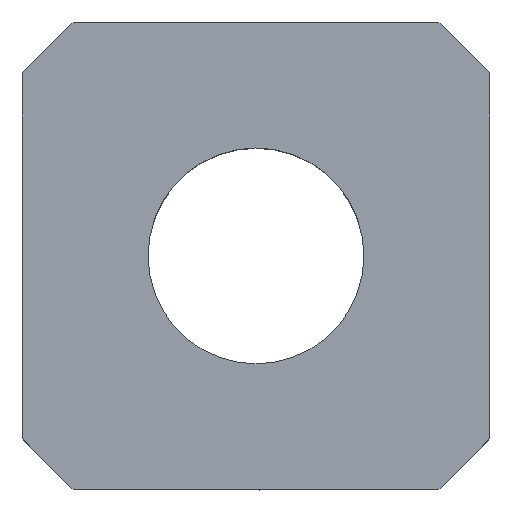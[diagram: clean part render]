
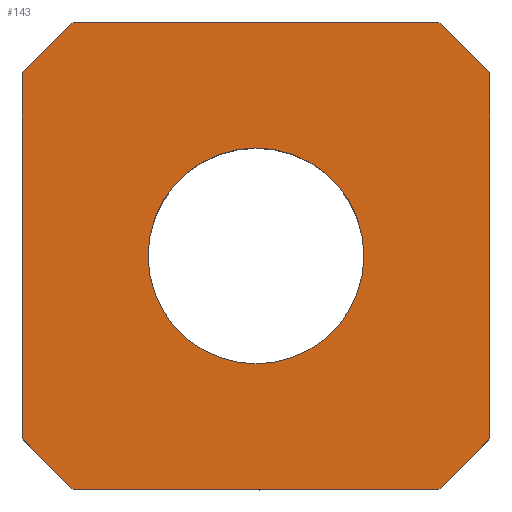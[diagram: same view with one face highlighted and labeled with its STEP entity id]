
A CAD part, top view. The second image highlights one B-rep face of the part: STEP entity #143.
In plain terms, the highlighted planar face has unit normal (0, 0, 1).
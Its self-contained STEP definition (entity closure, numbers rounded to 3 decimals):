
#4 = VERTEX_POINT ( 'NONE', #401 ) ;
#16 = LINE ( 'NONE', #287, #348 ) ;
#17 = CARTESIAN_POINT ( 'NONE',  ( 6.5, 5.086, 0. ) ) ;
#25 = VERTEX_POINT ( 'NONE', #448 ) ;
#27 = VECTOR ( 'NONE', #185, 1000. ) ;
#28 = CARTESIAN_POINT ( 'NONE',  ( 0., 6.5, 0. ) ) ;
#32 = CARTESIAN_POINT ( 'NONE',  ( 6.5, -5.086, 0. ) ) ;
#35 = VECTOR ( 'NONE', #352, 1000. ) ;
#38 = EDGE_CURVE ( 'NONE', #128, #322, #337, .T. ) ;
#40 = DIRECTION ( 'NONE',  ( 0., -1., 0. ) ) ;
#42 = VECTOR ( 'NONE', #452, 1000. ) ;
#58 = CARTESIAN_POINT ( 'NONE',  ( -5.086, -6.5, 0. ) ) ;
#67 = ORIENTED_EDGE ( 'NONE', *, *, #460, .T. ) ;
#81 = VERTEX_POINT ( 'NONE', #58 ) ;
#85 = CARTESIAN_POINT ( 'NONE',  ( -3., 0., 0. ) ) ;
#88 = ORIENTED_EDGE ( 'NONE', *, *, #467, .T. ) ;
#93 = FACE_BOUND ( 'NONE', #558, .T. ) ;
#98 = CARTESIAN_POINT ( 'NONE',  ( -6.5, -5.086, 0. ) ) ;
#105 = EDGE_CURVE ( 'NONE', #81, #305, #433, .T. ) ;
#108 = LINE ( 'NONE', #17, #27 ) ;
#114 = ORIENTED_EDGE ( 'NONE', *, *, #420, .T. ) ;
#117 = CARTESIAN_POINT ( 'NONE',  ( -6.5, 0., 0. ) ) ;
#118 = LINE ( 'NONE', #488, #145 ) ;
#122 = EDGE_CURVE ( 'NONE', #240, #4, #557, .T. ) ;
#128 = VERTEX_POINT ( 'NONE', #32 ) ;
#130 = CARTESIAN_POINT ( 'NONE',  ( 6.5, 0., 0. ) ) ;
#135 = LINE ( 'NONE', #117, #245 ) ;
#136 = DIRECTION ( 'NONE',  ( 0., 0., -1. ) ) ;
#140 = ORIENTED_EDGE ( 'NONE', *, *, #122, .T. ) ;
#142 = DIRECTION ( 'NONE',  ( -1., 0., 0. ) ) ;
#143 = ADVANCED_FACE ( 'NONE', ( #93, #313 ), #341, .T. ) ;
#145 = VECTOR ( 'NONE', #311, 1000. ) ;
#161 = ORIENTED_EDGE ( 'NONE', *, *, #332, .T. ) ;
#167 = ORIENTED_EDGE ( 'NONE', *, *, #38, .T. ) ;
#168 = CARTESIAN_POINT ( 'NONE',  ( 5.086, -6.5, 0. ) ) ;
#185 = DIRECTION ( 'NONE',  ( -0.707, 0.707, 0. ) ) ;
#205 = EDGE_LOOP ( 'NONE', ( #161, #167, #88, #140, #264, #474, #67, #464 ) ) ;
#214 = VECTOR ( 'NONE', #254, 1000. ) ;
#221 = CARTESIAN_POINT ( 'NONE',  ( 0., 0., 0. ) ) ;
#240 = VERTEX_POINT ( 'NONE', #559 ) ;
#245 = VECTOR ( 'NONE', #40, 1000. ) ;
#254 = DIRECTION ( 'NONE',  ( 1., 0., 0. ) ) ;
#257 = LINE ( 'NONE', #168, #35 ) ;
#264 = ORIENTED_EDGE ( 'NONE', *, *, #393, .T. ) ;
#287 = CARTESIAN_POINT ( 'NONE',  ( -6.5, -5.086, 0. ) ) ;
#290 = DIRECTION ( 'NONE',  ( 0.707, -0.707, 0. ) ) ;
#300 = EDGE_CURVE ( 'NONE', #25, #482, #135, .T. ) ;
#305 = VERTEX_POINT ( 'NONE', #310 ) ;
#310 = CARTESIAN_POINT ( 'NONE',  ( 5.086, -6.5, 0. ) ) ;
#311 = DIRECTION ( 'NONE',  ( -0.707, -0.707, 0. ) ) ;
#313 = FACE_OUTER_BOUND ( 'NONE', #205, .T. ) ;
#322 = VERTEX_POINT ( 'NONE', #354 ) ;
#331 = VERTEX_POINT ( 'NONE', #394 ) ;
#332 = EDGE_CURVE ( 'NONE', #305, #128, #257, .T. ) ;
#337 = LINE ( 'NONE', #130, #42 ) ;
#340 = DIRECTION ( 'NONE',  ( -1., 0., 0. ) ) ;
#341 = PLANE ( 'NONE',  #366 ) ;
#345 = CARTESIAN_POINT ( 'NONE',  ( 0., -6.5, 0. ) ) ;
#348 = VECTOR ( 'NONE', #290, 1000. ) ;
#352 = DIRECTION ( 'NONE',  ( 0.707, 0.707, 0. ) ) ;
#354 = CARTESIAN_POINT ( 'NONE',  ( 6.5, 5.086, 0. ) ) ;
#366 = AXIS2_PLACEMENT_3D ( 'NONE', #516, #434, #431 ) ;
#367 = DIRECTION ( 'NONE',  ( 0., 0., -1. ) ) ;
#382 = VERTEX_POINT ( 'NONE', #85 ) ;
#393 = EDGE_CURVE ( 'NONE', #4, #25, #118, .T. ) ;
#394 = CARTESIAN_POINT ( 'NONE',  ( 3., 0., 0. ) ) ;
#398 = DIRECTION ( 'NONE',  ( -1., 0., 0. ) ) ;
#401 = CARTESIAN_POINT ( 'NONE',  ( -5.086, 6.5, 0. ) ) ;
#410 = VECTOR ( 'NONE', #340, 1000. ) ;
#413 = CARTESIAN_POINT ( 'NONE',  ( 0., 0., 0. ) ) ;
#420 = EDGE_CURVE ( 'NONE', #382, #331, #556, .T. ) ;
#431 = DIRECTION ( 'NONE',  ( 1., 0., 0. ) ) ;
#433 = LINE ( 'NONE', #345, #214 ) ;
#434 = DIRECTION ( 'NONE',  ( 0., 0., 1. ) ) ;
#448 = CARTESIAN_POINT ( 'NONE',  ( -6.5, 5.086, 0. ) ) ;
#452 = DIRECTION ( 'NONE',  ( 0., 1., 0. ) ) ;
#460 = EDGE_CURVE ( 'NONE', #482, #81, #16, .T. ) ;
#464 = ORIENTED_EDGE ( 'NONE', *, *, #105, .T. ) ;
#467 = EDGE_CURVE ( 'NONE', #322, #240, #108, .T. ) ;
#474 = ORIENTED_EDGE ( 'NONE', *, *, #300, .T. ) ;
#477 = AXIS2_PLACEMENT_3D ( 'NONE', #221, #367, #398 ) ;
#482 = VERTEX_POINT ( 'NONE', #98 ) ;
#488 = CARTESIAN_POINT ( 'NONE',  ( -5.086, 6.5, 0. ) ) ;
#491 = EDGE_CURVE ( 'NONE', #331, #382, #571, .T. ) ;
#510 = ORIENTED_EDGE ( 'NONE', *, *, #491, .T. ) ;
#516 = CARTESIAN_POINT ( 'NONE',  ( 0., 0., 0. ) ) ;
#534 = AXIS2_PLACEMENT_3D ( 'NONE', #413, #136, #142 ) ;
#556 = CIRCLE ( 'NONE', #477, 3. ) ;
#557 = LINE ( 'NONE', #28, #410 ) ;
#558 = EDGE_LOOP ( 'NONE', ( #114, #510 ) ) ;
#559 = CARTESIAN_POINT ( 'NONE',  ( 5.086, 6.5, 0. ) ) ;
#571 = CIRCLE ( 'NONE', #534, 3. ) ;
